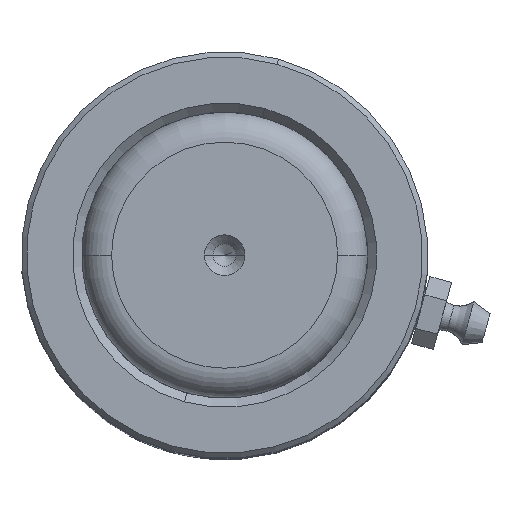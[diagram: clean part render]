
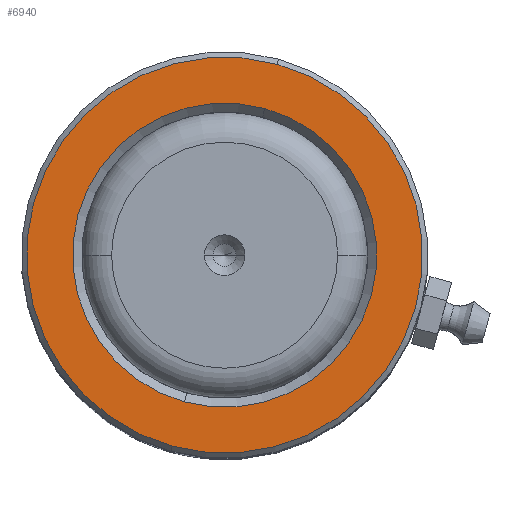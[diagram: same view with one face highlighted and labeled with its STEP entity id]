
A CAD part, top view. The second image highlights one B-rep face of the part: STEP entity #6940.
In plain terms, the highlighted planar face has unit normal (0, 0, 1).
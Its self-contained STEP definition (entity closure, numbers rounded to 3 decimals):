
#158 = EDGE_LOOP ( 'NONE', ( #3766, #8910 ) ) ;
#412 = AXIS2_PLACEMENT_3D ( 'NONE', #2042, #7577, #8255 ) ;
#484 = CIRCLE ( 'NONE', #6421, 20.2 ) ;
#521 = AXIS2_PLACEMENT_3D ( 'NONE', #5279, #8627, #3879 ) ;
#573 = PLANE ( 'NONE',  #412 ) ;
#708 = CARTESIAN_POINT ( 'NONE',  ( -26.3, 0., 100. ) ) ;
#855 = EDGE_CURVE ( 'NONE', #5579, #2920, #7715, .T. ) ;
#969 = VERTEX_POINT ( 'NONE', #7858 ) ;
#1337 = FACE_BOUND ( 'NONE', #158, .T. ) ;
#1426 = CARTESIAN_POINT ( 'NONE',  ( 0., 0., 100. ) ) ;
#1431 = CIRCLE ( 'NONE', #2895, 26.3 ) ;
#1753 = DIRECTION ( 'NONE',  ( 0., 0., 1. ) ) ;
#2042 = CARTESIAN_POINT ( 'NONE',  ( 0., 0., 100. ) ) ;
#2099 = DIRECTION ( 'NONE',  ( 0., 0., -1. ) ) ;
#2290 = EDGE_LOOP ( 'NONE', ( #2856, #7291 ) ) ;
#2316 = CARTESIAN_POINT ( 'NONE',  ( -20.2, 0., 100. ) ) ;
#2319 = CARTESIAN_POINT ( 'NONE',  ( 0., 0., 100. ) ) ;
#2595 = VERTEX_POINT ( 'NONE', #708 ) ;
#2856 = ORIENTED_EDGE ( 'NONE', *, *, #5663, .T. ) ;
#2895 = AXIS2_PLACEMENT_3D ( 'NONE', #3720, #1753, #7233 ) ;
#2920 = VERTEX_POINT ( 'NONE', #5788 ) ;
#3720 = CARTESIAN_POINT ( 'NONE',  ( 0., 0., 100. ) ) ;
#3766 = ORIENTED_EDGE ( 'NONE', *, *, #7993, .T. ) ;
#3879 = DIRECTION ( 'NONE',  ( 1., 0., 0. ) ) ;
#4275 = DIRECTION ( 'NONE',  ( 0., 0., -1. ) ) ;
#5074 = AXIS2_PLACEMENT_3D ( 'NONE', #2319, #4275, #6354 ) ;
#5279 = CARTESIAN_POINT ( 'NONE',  ( 0., 0., 100. ) ) ;
#5361 = EDGE_CURVE ( 'NONE', #969, #2595, #5450, .T. ) ;
#5450 = CIRCLE ( 'NONE', #521, 26.3 ) ;
#5579 = VERTEX_POINT ( 'NONE', #2316 ) ;
#5663 = EDGE_CURVE ( 'NONE', #2595, #969, #1431, .T. ) ;
#5788 = CARTESIAN_POINT ( 'NONE',  ( 20.2, 0., 100. ) ) ;
#6354 = DIRECTION ( 'NONE',  ( 1., 0., 0. ) ) ;
#6421 = AXIS2_PLACEMENT_3D ( 'NONE', #1426, #2099, #7003 ) ;
#6940 = ADVANCED_FACE ( 'NONE', ( #7523, #1337 ), #573, .T. ) ;
#7003 = DIRECTION ( 'NONE',  ( 1., 0., 0. ) ) ;
#7233 = DIRECTION ( 'NONE',  ( 1., 0., 0. ) ) ;
#7291 = ORIENTED_EDGE ( 'NONE', *, *, #5361, .T. ) ;
#7523 = FACE_OUTER_BOUND ( 'NONE', #2290, .T. ) ;
#7577 = DIRECTION ( 'NONE',  ( 0., 0., 1. ) ) ;
#7715 = CIRCLE ( 'NONE', #5074, 20.2 ) ;
#7858 = CARTESIAN_POINT ( 'NONE',  ( 26.3, 0., 100. ) ) ;
#7993 = EDGE_CURVE ( 'NONE', #2920, #5579, #484, .T. ) ;
#8255 = DIRECTION ( 'NONE',  ( 1., 0., 0. ) ) ;
#8627 = DIRECTION ( 'NONE',  ( 0., 0., 1. ) ) ;
#8910 = ORIENTED_EDGE ( 'NONE', *, *, #855, .T. ) ;
